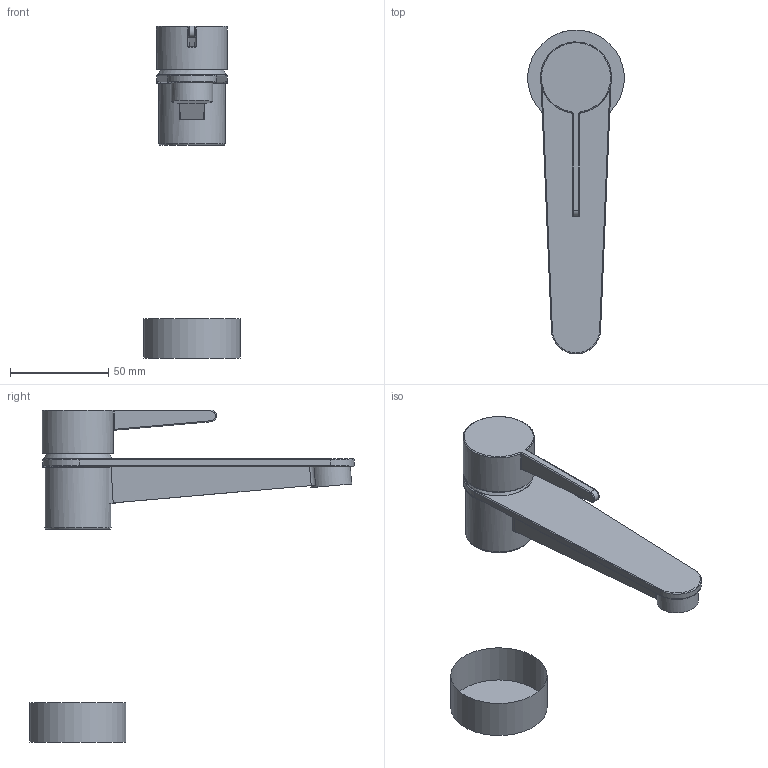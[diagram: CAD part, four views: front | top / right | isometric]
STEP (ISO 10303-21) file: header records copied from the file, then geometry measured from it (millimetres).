
FILE_DESCRIPTION(/* description */ (''),/* implementation_level */ '2;1');
FILE_NAME(/* name */ '3D_TVW12700300161_SHELL.stp',/* time_stamp */ '2023-07-05T11:12:43+02:00',/* author */ (''),/* organization */ (''),/* preprocessor_version */ 'ST-DEVELOPER v18.1',/* originating_system */ 'SIEMENS PLM Software NX 1973',/* authorisation */ '');
FILE_SCHEMA (('AUTOMOTIVE_DESIGN { 1 0 10303 214 3 1 1 1 }'));
Length unit declared in the file: millimetre
Products named in the file (6): Komponente7; 6574_18; 6579_12; 6573_271; 6580_141; 3D_TVW12700300061_SHELL_stp
Assembly tree (5 placements, depth 2):
  3D_TVW12700300061_SHELL_stp
    6580_141
    6573_271
    6579_12
    6574_18
    Komponente7
Bounding box: 48.81 x 164.85 x 168.8 mm (x, y, z)
Volume: 225388.1 mm3; surface area: 53409.4 mm2
Topology: 5 solids, 5 shells, 153 faces, 363 edges, 225 vertices
Faces by surface type: plane 52, cylinder 42, torus 22, bspline 22, cone 13, extrusion 2
Full cylindrical faces by diameter (mm): 4.2 x1, 14.5 x1, 21 x1, 28.2 x2, 30.5 x1, 31.8 x1, 32 x1, 33 x1, 33.8 x1, 36.2 x1, 49 x1
Entity records: 7164 total; most frequent: CARTESIAN_POINT 3538, DIRECTION 743, ORIENTED_EDGE 726, EDGE_CURVE 363, AXIS2_PLACEMENT_3D 300, VERTEX_POINT 225, EDGE_LOOP 164, CIRCLE 160
